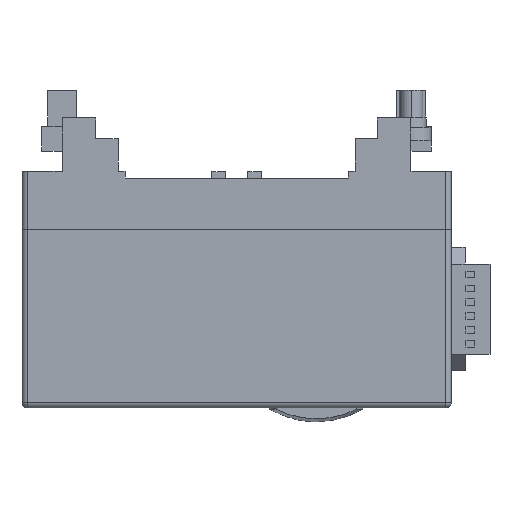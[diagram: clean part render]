
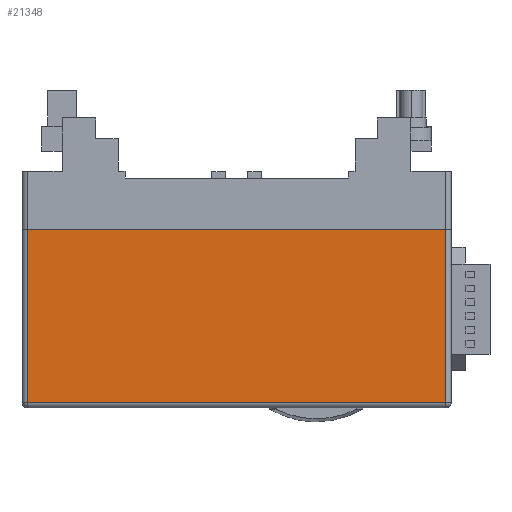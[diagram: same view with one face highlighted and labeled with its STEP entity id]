
A CAD part, left-side view. The second image highlights one B-rep face of the part: STEP entity #21348.
In plain terms, the highlighted planar face has unit normal (-1, 0, 0).
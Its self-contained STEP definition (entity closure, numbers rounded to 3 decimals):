
#15574=DIRECTION('',(0.,1.,0.));
#15575=VECTOR('',#15574,151.);
#15576=CARTESIAN_POINT('',(-400.081,2.211,
69.547));
#15577=LINE('',#15576,#15575);
#15635=DIRECTION('',(0.,0.,1.));
#15636=VECTOR('',#15635,62.547);
#15637=CARTESIAN_POINT('',(-400.081,2.211,7.));
#15638=LINE('',#15637,#15636);
#15642=DIRECTION('',(0.,-1.,0.));
#15643=VECTOR('',#15642,151.);
#15644=CARTESIAN_POINT('',(-400.081,153.211,7.));
#15645=LINE('',#15644,#15643);
#15649=DIRECTION('',(0.,0.,1.));
#15650=VECTOR('',#15649,62.547);
#15651=CARTESIAN_POINT('',(-400.081,153.211,7.));
#15652=LINE('',#15651,#15650);
#17037=CARTESIAN_POINT('',(-400.081,2.211,
69.547));
#17039=VERTEX_POINT('',#17037);
#17041=CARTESIAN_POINT('',(-400.081,2.211,7.));
#17042=VERTEX_POINT('',#17041);
#17043=CARTESIAN_POINT('',(-400.081,153.211,7.));
#17044=VERTEX_POINT('',#17043);
#17048=CARTESIAN_POINT('',(-400.081,153.211,
69.547));
#17050=VERTEX_POINT('',#17048);
#21336=CARTESIAN_POINT('',(-400.081,136.611,88.));
#21337=DIRECTION('',(-1.,0.,0.));
#21338=DIRECTION('',(0.,-1.,0.));
#21339=AXIS2_PLACEMENT_3D('',#21336,#21337,#21338);
#21340=PLANE('',#21339);
#21341=ORIENTED_EDGE('',*,*,#21284,.F.);
#21342=ORIENTED_EDGE('',*,*,#21320,.F.);
#21344=ORIENTED_EDGE('',*,*,#21343,.T.);
#21345=ORIENTED_EDGE('',*,*,#21255,.F.);
#21346=EDGE_LOOP('',(#21341,#21342,#21344,#21345));
#21347=FACE_OUTER_BOUND('',#21346,.F.);
#21255=EDGE_CURVE('',#17039,#17050,#15577,.T.);
#21284=EDGE_CURVE('',#17042,#17039,#15638,.T.);
#21320=EDGE_CURVE('',#17044,#17042,#15645,.T.);
#21343=EDGE_CURVE('',#17044,#17050,#15652,.T.);
#21348=ADVANCED_FACE('',(#21347),#21340,.T.);
